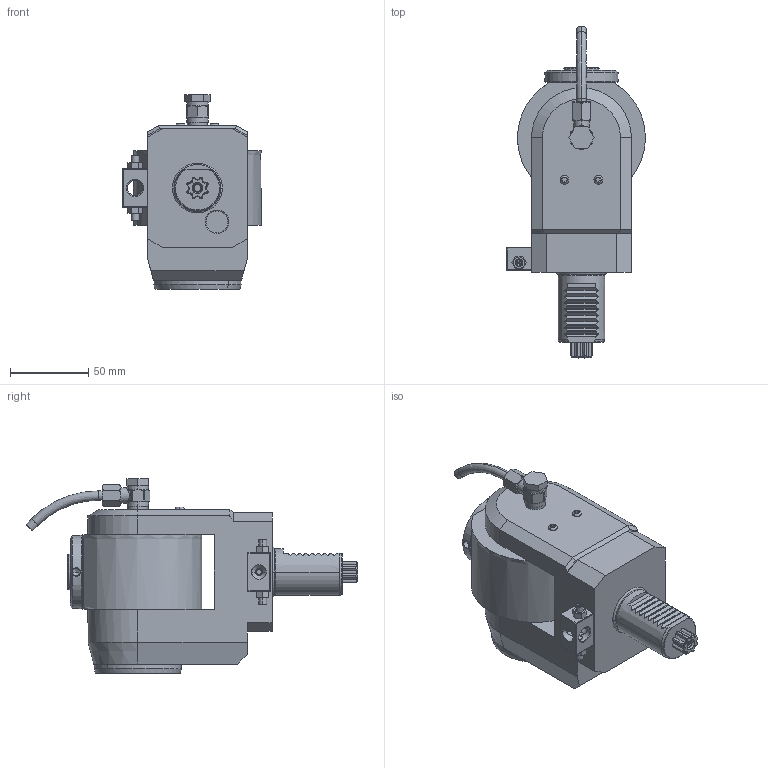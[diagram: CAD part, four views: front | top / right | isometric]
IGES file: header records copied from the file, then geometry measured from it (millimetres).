
Start section:  PTC IGES file: ngt1_30_515_16_1_2.igs
Global section: file name: ngt1_30_515_16_1_2.igs; native system: Pro/ENGINEER by Parametric Technology Corporation; preprocessor: 2010280; author: vali; organization: Unknown; date: 20230508.100541; units: millimetre
Bounding box: 89 x 212.67 x 124.9 mm (x, y, z)
Volume: 752980.8 mm3; surface area: 70658.3 mm2
Topology: 1 solids, 2 shells, 506 faces, 1254 edges, 767 vertices
Faces by surface type: revolution 283, bspline 223
